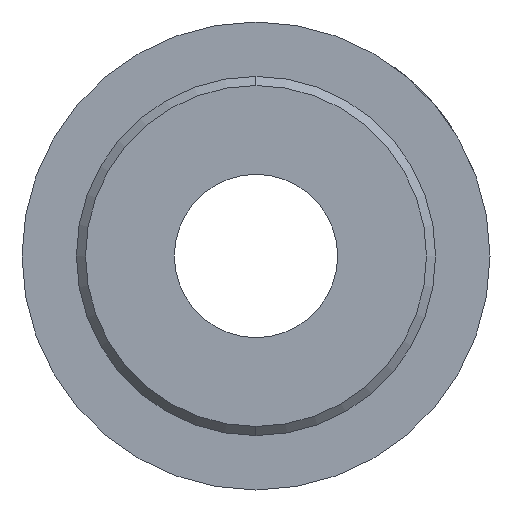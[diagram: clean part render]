
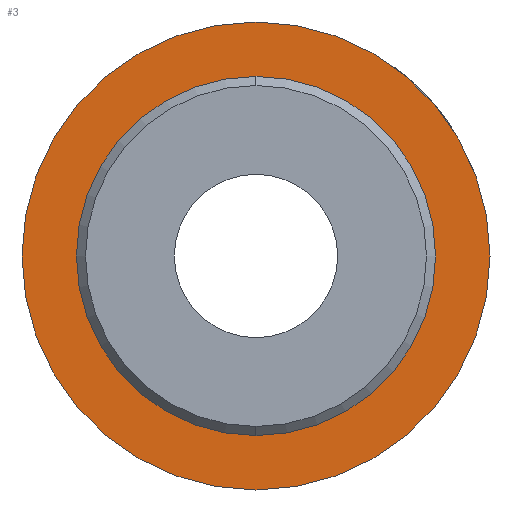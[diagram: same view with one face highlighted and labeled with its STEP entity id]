
A CAD part, left-side view. The second image highlights one B-rep face of the part: STEP entity #3.
In plain terms, the highlighted planar face has unit normal (-1, 0, 0).
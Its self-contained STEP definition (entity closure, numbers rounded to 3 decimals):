
#3 = ADVANCED_FACE ( 'NONE', ( #2519, #4597 ), #1714, .F. ) ;
#39 = CIRCLE ( 'NONE', #1554, 12.9 ) ;
#173 = CARTESIAN_POINT ( 'NONE',  ( 21., 0., 0. ) ) ;
#296 = AXIS2_PLACEMENT_3D ( 'NONE', #173, #657, #684 ) ;
#482 = VERTEX_POINT ( 'NONE', #3827 ) ;
#592 = DIRECTION ( 'NONE',  ( 0., 0., -1. ) ) ;
#619 = CARTESIAN_POINT ( 'NONE',  ( 21., 9.9, 0. ) ) ;
#621 = VERTEX_POINT ( 'NONE', #2811 ) ;
#627 = EDGE_LOOP ( 'NONE', ( #4003, #3329 ) ) ;
#657 = DIRECTION ( 'NONE',  ( -1., 0., 0. ) ) ;
#684 = DIRECTION ( 'NONE',  ( 0., 0., 1. ) ) ;
#818 = EDGE_CURVE ( 'NONE', #482, #621, #2306, .T. ) ;
#914 = EDGE_CURVE ( 'NONE', #621, #482, #39, .T. ) ;
#1361 = EDGE_LOOP ( 'NONE', ( #4488, #1782 ) ) ;
#1398 = EDGE_CURVE ( 'NONE', #4529, #4499, #4463, .T. ) ;
#1554 = AXIS2_PLACEMENT_3D ( 'NONE', #2695, #4346, #3028 ) ;
#1714 = PLANE ( 'NONE',  #4640 ) ;
#1782 = ORIENTED_EDGE ( 'NONE', *, *, #4401, .F. ) ;
#1915 = CARTESIAN_POINT ( 'NONE',  ( 21., 0., -9.9 ) ) ;
#2206 = DIRECTION ( 'NONE',  ( 1., 0., 0. ) ) ;
#2245 = DIRECTION ( 'NONE',  ( 0., 0., 1. ) ) ;
#2306 = CIRCLE ( 'NONE', #296, 12.9 ) ;
#2329 = CARTESIAN_POINT ( 'NONE',  ( 21., 0., 9.9 ) ) ;
#2519 = FACE_BOUND ( 'NONE', #1361, .T. ) ;
#2609 = DIRECTION ( 'NONE',  ( -1., 0., 0. ) ) ;
#2695 = CARTESIAN_POINT ( 'NONE',  ( 21., 0., 0. ) ) ;
#2811 = CARTESIAN_POINT ( 'NONE',  ( 21., 0., -12.9 ) ) ;
#3028 = DIRECTION ( 'NONE',  ( 0., 0., 1. ) ) ;
#3036 = CARTESIAN_POINT ( 'NONE',  ( 21., 0., 0. ) ) ;
#3293 = CIRCLE ( 'NONE', #4394, 9.9 ) ;
#3329 = ORIENTED_EDGE ( 'NONE', *, *, #914, .T. ) ;
#3435 = CARTESIAN_POINT ( 'NONE',  ( 21., 0., 0. ) ) ;
#3827 = CARTESIAN_POINT ( 'NONE',  ( 21., 0., 12.9 ) ) ;
#4003 = ORIENTED_EDGE ( 'NONE', *, *, #818, .T. ) ;
#4253 = DIRECTION ( 'NONE',  ( -1., 0., 0. ) ) ;
#4311 = AXIS2_PLACEMENT_3D ( 'NONE', #3435, #2609, #2245 ) ;
#4346 = DIRECTION ( 'NONE',  ( -1., 0., 0. ) ) ;
#4394 = AXIS2_PLACEMENT_3D ( 'NONE', #3036, #4253, #4646 ) ;
#4401 = EDGE_CURVE ( 'NONE', #4499, #4529, #3293, .T. ) ;
#4463 = CIRCLE ( 'NONE', #4311, 9.9 ) ;
#4488 = ORIENTED_EDGE ( 'NONE', *, *, #1398, .F. ) ;
#4499 = VERTEX_POINT ( 'NONE', #1915 ) ;
#4529 = VERTEX_POINT ( 'NONE', #2329 ) ;
#4597 = FACE_OUTER_BOUND ( 'NONE', #627, .T. ) ;
#4640 = AXIS2_PLACEMENT_3D ( 'NONE', #619, #2206, #592 ) ;
#4646 = DIRECTION ( 'NONE',  ( 0., 0., 1. ) ) ;
